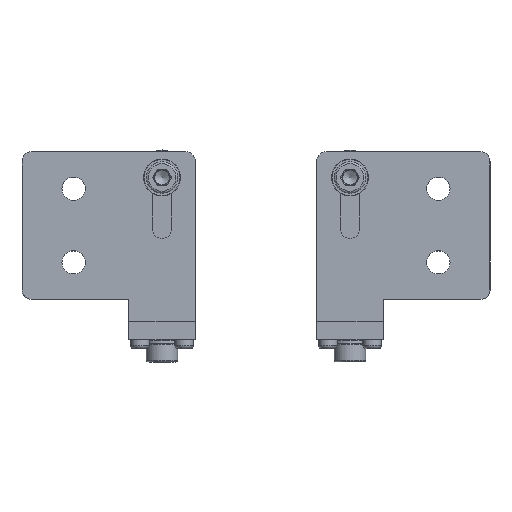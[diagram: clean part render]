
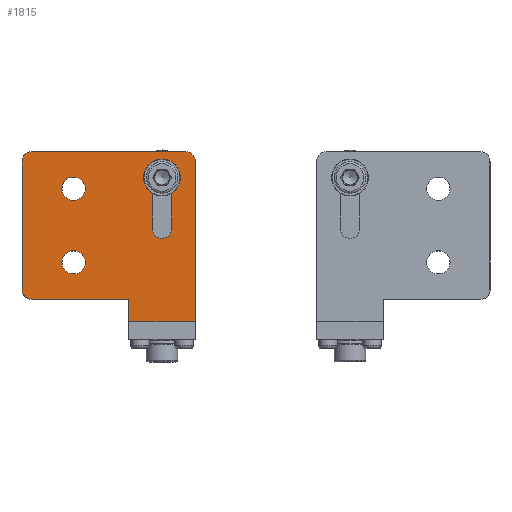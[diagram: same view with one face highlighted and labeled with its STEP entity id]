
A CAD part, top view. The second image highlights one B-rep face of the part: STEP entity #1815.
In plain terms, the highlighted planar face has unit normal (0, 0, 1).
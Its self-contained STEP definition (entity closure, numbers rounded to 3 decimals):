
#1648=CARTESIAN_POINT('',(291.,513.5,616.));
#1649=DIRECTION('',(0.,0.,-1.));
#1650=DIRECTION('',(1.,0.,0.));
#1651=AXIS2_PLACEMENT_3D('',#1648,#1649,#1650);
#1652=PLANE('',#1651);
#1653=CARTESIAN_POINT('',(278.85,503.5,616.));
#1654=VERTEX_POINT('',#1653);
#1655=CARTESIAN_POINT('',(285.15,503.5,616.));
#1656=VERTEX_POINT('',#1655);
#1657=CARTESIAN_POINT('',(282.,503.5,616.));
#1658=DIRECTION('',(0.,0.,-1.));
#1659=DIRECTION('',(-1.,0.,0.));
#1660=AXIS2_PLACEMENT_3D('',#1657,#1658,#1659);
#1661=CIRCLE('',#1660,3.15);
#1662=EDGE_CURVE('',#1654,#1656,#1661,.T.);
#1663=ORIENTED_EDGE('',*,*,#1662,.T.);
#1664=CARTESIAN_POINT('',(282.,503.5,616.));
#1665=DIRECTION('',(0.,0.,-1.));
#1666=DIRECTION('',(-1.,0.,0.));
#1667=AXIS2_PLACEMENT_3D('',#1664,#1665,#1666);
#1668=CIRCLE('',#1667,3.15);
#1669=EDGE_CURVE('',#1656,#1654,#1668,.T.);
#1670=ORIENTED_EDGE('',*,*,#1669,.T.);
#1671=EDGE_LOOP('',(#1663,#1670));
#1672=FACE_BOUND('',#1671,.T.);
#1673=CARTESIAN_POINT('',(303.45,512.5,616.));
#1674=VERTEX_POINT('',#1673);
#1675=CARTESIAN_POINT('',(303.45,526.5,616.));
#1676=VERTEX_POINT('',#1675);
#1677=CARTESIAN_POINT('',(303.45,512.5,616.));
#1678=DIRECTION('',(0.,1.,-0.));
#1679=VECTOR('',#1678,14.);
#1680=LINE('',#1677,#1679);
#1681=EDGE_CURVE('',#1674,#1676,#1680,.T.);
#1682=ORIENTED_EDGE('',*,*,#1681,.T.);
#1683=CARTESIAN_POINT('',(308.55,526.5,616.));
#1684=VERTEX_POINT('',#1683);
#1685=CARTESIAN_POINT('',(306.,526.5,616.));
#1686=DIRECTION('',(0.,-0.,-1.));
#1687=DIRECTION('',(1.,0.,0.));
#1688=AXIS2_PLACEMENT_3D('',#1685,#1686,#1687);
#1689=CIRCLE('',#1688,2.55);
#1690=EDGE_CURVE('',#1676,#1684,#1689,.T.);
#1691=ORIENTED_EDGE('',*,*,#1690,.T.);
#1692=CARTESIAN_POINT('',(308.55,512.5,616.));
#1693=VERTEX_POINT('',#1692);
#1694=CARTESIAN_POINT('',(308.55,512.5,616.));
#1695=DIRECTION('',(0.,1.,-0.));
#1696=VECTOR('',#1695,14.);
#1697=LINE('',#1694,#1696);
#1698=EDGE_CURVE('',#1693,#1684,#1697,.T.);
#1699=ORIENTED_EDGE('',*,*,#1698,.F.);
#1700=CARTESIAN_POINT('',(306.,512.5,616.));
#1701=DIRECTION('',(0.,0.,1.));
#1702=DIRECTION('',(1.,0.,0.));
#1703=AXIS2_PLACEMENT_3D('',#1700,#1701,#1702);
#1704=CIRCLE('',#1703,2.55);
#1705=EDGE_CURVE('',#1674,#1693,#1704,.T.);
#1706=ORIENTED_EDGE('',*,*,#1705,.F.);
#1707=EDGE_LOOP('',(#1682,#1691,#1699,#1706));
#1708=FACE_BOUND('',#1707,.T.);
#1709=CARTESIAN_POINT('',(297.,487.5,616.));
#1710=VERTEX_POINT('',#1709);
#1711=CARTESIAN_POINT('',(315.,487.5,616.));
#1712=VERTEX_POINT('',#1711);
#1713=CARTESIAN_POINT('',(297.,487.5,616.));
#1714=DIRECTION('',(1.,0.,0.));
#1715=VECTOR('',#1714,18.);
#1716=LINE('',#1713,#1715);
#1717=EDGE_CURVE('',#1710,#1712,#1716,.T.);
#1718=ORIENTED_EDGE('',*,*,#1717,.T.);
#1719=CARTESIAN_POINT('',(315.,531.,616.));
#1720=VERTEX_POINT('',#1719);
#1721=CARTESIAN_POINT('',(315.,487.5,616.));
#1722=DIRECTION('',(0.,1.,0.));
#1723=VECTOR('',#1722,43.5);
#1724=LINE('',#1721,#1723);
#1725=EDGE_CURVE('',#1712,#1720,#1724,.T.);
#1726=ORIENTED_EDGE('',*,*,#1725,.T.);
#1727=CARTESIAN_POINT('',(312.5,533.5,616.));
#1728=VERTEX_POINT('',#1727);
#1729=CARTESIAN_POINT('',(312.5,531.,616.));
#1730=DIRECTION('',(0.,0.,-1.));
#1731=DIRECTION('',(-1.,0.,0.));
#1732=AXIS2_PLACEMENT_3D('',#1729,#1730,#1731);
#1733=CIRCLE('',#1732,2.5);
#1734=EDGE_CURVE('',#1728,#1720,#1733,.T.);
#1735=ORIENTED_EDGE('',*,*,#1734,.F.);
#1736=CARTESIAN_POINT('',(270.5,533.5,616.));
#1737=VERTEX_POINT('',#1736);
#1738=CARTESIAN_POINT('',(270.5,533.5,616.));
#1739=DIRECTION('',(1.,0.,0.));
#1740=VECTOR('',#1739,42.);
#1741=LINE('',#1738,#1740);
#1742=EDGE_CURVE('',#1737,#1728,#1741,.T.);
#1743=ORIENTED_EDGE('',*,*,#1742,.F.);
#1744=CARTESIAN_POINT('',(268.732,532.768,616.));
#1745=VERTEX_POINT('',#1744);
#1746=CARTESIAN_POINT('',(270.5,531.,616.));
#1747=DIRECTION('',(0.,-0.,1.));
#1748=DIRECTION('',(-1.,0.,0.));
#1749=AXIS2_PLACEMENT_3D('',#1746,#1747,#1748);
#1750=CIRCLE('',#1749,2.5);
#1751=EDGE_CURVE('',#1737,#1745,#1750,.T.);
#1752=ORIENTED_EDGE('',*,*,#1751,.T.);
#1753=CARTESIAN_POINT('',(268.,531.,616.));
#1754=VERTEX_POINT('',#1753);
#1755=CARTESIAN_POINT('',(270.5,531.,616.));
#1756=DIRECTION('',(0.,-0.,1.));
#1757=DIRECTION('',(-1.,0.,0.));
#1758=AXIS2_PLACEMENT_3D('',#1755,#1756,#1757);
#1759=CIRCLE('',#1758,2.5);
#1760=EDGE_CURVE('',#1745,#1754,#1759,.T.);
#1761=ORIENTED_EDGE('',*,*,#1760,.T.);
#1762=CARTESIAN_POINT('',(268.,496.,616.));
#1763=VERTEX_POINT('',#1762);
#1764=CARTESIAN_POINT('',(268.,496.,616.));
#1765=DIRECTION('',(0.,1.,0.));
#1766=VECTOR('',#1765,35.);
#1767=LINE('',#1764,#1766);
#1768=EDGE_CURVE('',#1763,#1754,#1767,.T.);
#1769=ORIENTED_EDGE('',*,*,#1768,.F.);
#1770=CARTESIAN_POINT('',(270.5,493.5,616.));
#1771=VERTEX_POINT('',#1770);
#1772=CARTESIAN_POINT('',(270.5,496.,616.));
#1773=DIRECTION('',(0.,-0.,1.));
#1774=DIRECTION('',(-1.,0.,0.));
#1775=AXIS2_PLACEMENT_3D('',#1772,#1773,#1774);
#1776=CIRCLE('',#1775,2.5);
#1777=EDGE_CURVE('',#1763,#1771,#1776,.T.);
#1778=ORIENTED_EDGE('',*,*,#1777,.T.);
#1779=CARTESIAN_POINT('',(297.,493.5,616.));
#1780=VERTEX_POINT('',#1779);
#1781=CARTESIAN_POINT('',(270.5,493.5,616.));
#1782=DIRECTION('',(1.,0.,0.));
#1783=VECTOR('',#1782,26.5);
#1784=LINE('',#1781,#1783);
#1785=EDGE_CURVE('',#1771,#1780,#1784,.T.);
#1786=ORIENTED_EDGE('',*,*,#1785,.T.);
#1787=CARTESIAN_POINT('',(297.,487.5,616.));
#1788=DIRECTION('',(0.,1.,0.));
#1789=VECTOR('',#1788,6.);
#1790=LINE('',#1787,#1789);
#1791=EDGE_CURVE('',#1710,#1780,#1790,.T.);
#1792=ORIENTED_EDGE('',*,*,#1791,.F.);
#1793=EDGE_LOOP('',(#1718,#1726,#1735,#1743,#1752,#1761,#1769,#1778,#1786,#1792));
#1794=FACE_BOUND('',#1793,.T.);
#1795=CARTESIAN_POINT('',(278.85,523.5,616.));
#1796=VERTEX_POINT('',#1795);
#1797=CARTESIAN_POINT('',(285.15,523.5,616.));
#1798=VERTEX_POINT('',#1797);
#1799=CARTESIAN_POINT('',(282.,523.5,616.));
#1800=DIRECTION('',(0.,0.,-1.));
#1801=DIRECTION('',(-1.,0.,0.));
#1802=AXIS2_PLACEMENT_3D('',#1799,#1800,#1801);
#1803=CIRCLE('',#1802,3.15);
#1804=EDGE_CURVE('',#1796,#1798,#1803,.T.);
#1805=ORIENTED_EDGE('',*,*,#1804,.T.);
#1806=CARTESIAN_POINT('',(282.,523.5,616.));
#1807=DIRECTION('',(0.,0.,-1.));
#1808=DIRECTION('',(-1.,0.,0.));
#1809=AXIS2_PLACEMENT_3D('',#1806,#1807,#1808);
#1810=CIRCLE('',#1809,3.15);
#1811=EDGE_CURVE('',#1798,#1796,#1810,.T.);
#1812=ORIENTED_EDGE('',*,*,#1811,.T.);
#1813=EDGE_LOOP('',(#1805,#1812));
#1814=FACE_BOUND('',#1813,.T.);
#1815=ADVANCED_FACE('',(#1672,#1708,#1794,#1814),#1652,.F.);
